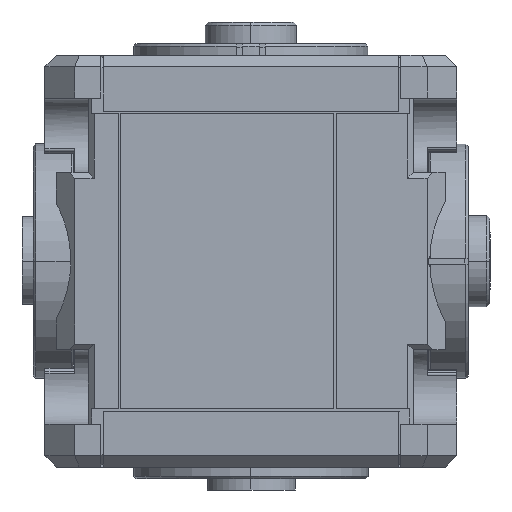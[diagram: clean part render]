
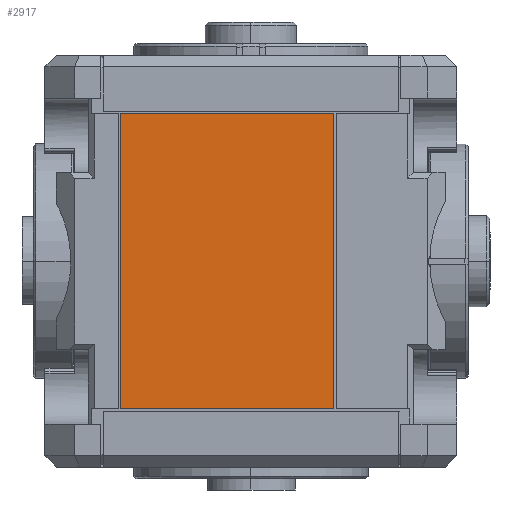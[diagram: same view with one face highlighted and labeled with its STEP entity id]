
A CAD part, front view. The second image highlights one B-rep face of the part: STEP entity #2917.
In plain terms, the highlighted planar face has unit normal (0, -1, 0).
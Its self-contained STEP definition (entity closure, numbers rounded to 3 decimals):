
#2917 = ADVANCED_FACE ( 'NONE', ( #38559 ), #42313, .F. ) ;
#2948 = DIRECTION ( 'NONE',  ( -1., 0., 0. ) ) ;
#4920 = CARTESIAN_POINT ( 'NONE',  ( 7.25, -23.25, 12.9 ) ) ;
#6381 = ORIENTED_EDGE ( 'NONE', *, *, #33615, .F. ) ;
#8129 = ORIENTED_EDGE ( 'NONE', *, *, #26850, .F. ) ;
#14572 = AXIS2_PLACEMENT_3D ( 'NONE', #30013, #38818, #18520 ) ;
#15617 = VECTOR ( 'NONE', #29501, 1000. ) ;
#15656 = VECTOR ( 'NONE', #2948, 1000. ) ;
#16554 = VECTOR ( 'NONE', #42461, 1000. ) ;
#18520 = DIRECTION ( 'NONE',  ( 1., 0., 0. ) ) ;
#19316 = VERTEX_POINT ( 'NONE', #34629 ) ;
#21019 = CARTESIAN_POINT ( 'NONE',  ( -11.4, -23.25, -12.9 ) ) ;
#21290 = DIRECTION ( 'NONE',  ( 0., 0., 1. ) ) ;
#24285 = VECTOR ( 'NONE', #21290, 1000. ) ;
#25493 = CARTESIAN_POINT ( 'NONE',  ( 7.25, -23.25, -12.9 ) ) ;
#25545 = EDGE_CURVE ( 'NONE', #27673, #45787, #37918, .T. ) ;
#26271 = LINE ( 'NONE', #4920, #15617 ) ;
#26746 = LINE ( 'NONE', #30758, #15656 ) ;
#26850 = EDGE_CURVE ( 'NONE', #33709, #19316, #26746, .T. ) ;
#27673 = VERTEX_POINT ( 'NONE', #51944 ) ;
#29501 = DIRECTION ( 'NONE',  ( 0., 0., -1. ) ) ;
#30013 = CARTESIAN_POINT ( 'NONE',  ( 0., -23.25, 0. ) ) ;
#30758 = CARTESIAN_POINT ( 'NONE',  ( 7.25, -23.25, -12.9 ) ) ;
#33615 = EDGE_CURVE ( 'NONE', #45787, #33709, #26271, .T. ) ;
#33709 = VERTEX_POINT ( 'NONE', #25493 ) ;
#34629 = CARTESIAN_POINT ( 'NONE',  ( -11.4, -23.25, -12.9 ) ) ;
#36162 = EDGE_LOOP ( 'NONE', ( #50442, #37533, #8129, #6381 ) ) ;
#37533 = ORIENTED_EDGE ( 'NONE', *, *, #49136, .F. ) ;
#37918 = LINE ( 'NONE', #51022, #16554 ) ;
#38559 = FACE_OUTER_BOUND ( 'NONE', #36162, .T. ) ;
#38818 = DIRECTION ( 'NONE',  ( 0., 1., 0. ) ) ;
#40280 = CARTESIAN_POINT ( 'NONE',  ( 7.25, -23.25, 12.9 ) ) ;
#42313 = PLANE ( 'NONE',  #14572 ) ;
#42461 = DIRECTION ( 'NONE',  ( 1., 0., 0. ) ) ;
#45787 = VERTEX_POINT ( 'NONE', #40280 ) ;
#49136 = EDGE_CURVE ( 'NONE', #19316, #27673, #50404, .T. ) ;
#50404 = LINE ( 'NONE', #21019, #24285 ) ;
#50442 = ORIENTED_EDGE ( 'NONE', *, *, #25545, .F. ) ;
#51022 = CARTESIAN_POINT ( 'NONE',  ( -11.4, -23.25, 12.9 ) ) ;
#51944 = CARTESIAN_POINT ( 'NONE',  ( -11.4, -23.25, 12.9 ) ) ;
